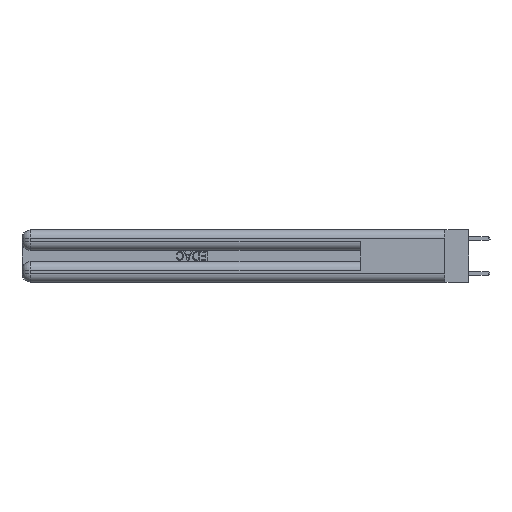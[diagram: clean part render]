
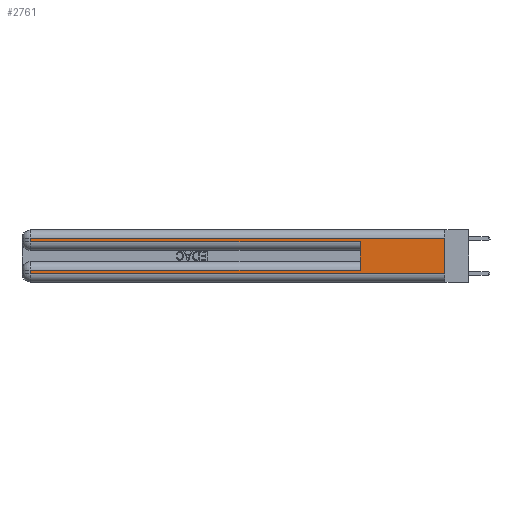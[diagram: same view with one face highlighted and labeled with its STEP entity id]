
A CAD part, left-side view. The second image highlights one B-rep face of the part: STEP entity #2761.
In plain terms, the highlighted planar face has unit normal (-1, 0, 0).
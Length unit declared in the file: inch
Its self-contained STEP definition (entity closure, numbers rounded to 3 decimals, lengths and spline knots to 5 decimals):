
#187 = EDGE_CURVE ( 'NONE', #16486, #8898, #15477, .T. ) ;
#356 = ORIENTED_EDGE ( 'NONE', *, *, #13043, .T. ) ;
#1021 = VECTOR ( 'NONE', #12780, 39.37008 ) ;
#1045 = CARTESIAN_POINT ( 'NONE',  ( 0., 0., 0.085 ) ) ;
#1519 = EDGE_CURVE ( 'NONE', #32271, #32424, #29467, .T. ) ;
#1553 = DIRECTION ( 'NONE',  ( 0., 1., 0. ) ) ;
#1574 = ORIENTED_EDGE ( 'NONE', *, *, #1519, .T. ) ;
#1694 = CARTESIAN_POINT ( 'NONE',  ( 0., 2.94, 0.37 ) ) ;
#1748 = CARTESIAN_POINT ( 'NONE',  ( 0., 0., 0.31 ) ) ;
#2761 = ADVANCED_FACE ( 'NONE', ( #11413 ), #33511, .F. ) ;
#3303 = VECTOR ( 'NONE', #34301, 39.37008 ) ;
#4852 = CARTESIAN_POINT ( 'NONE',  ( 0., 2.94, 0.31 ) ) ;
#4882 = ORIENTED_EDGE ( 'NONE', *, *, #187, .T. ) ;
#6143 = CARTESIAN_POINT ( 'NONE',  ( 0., 0., 0.37 ) ) ;
#6428 = CARTESIAN_POINT ( 'NONE',  ( 0., 0., 0.06 ) ) ;
#6944 = CARTESIAN_POINT ( 'NONE',  ( 0., 0.6, 0.145 ) ) ;
#8113 = CARTESIAN_POINT ( 'NONE',  ( 0., 0., 0.285 ) ) ;
#8253 = CARTESIAN_POINT ( 'NONE',  ( 0., 2.94, 0.285 ) ) ;
#8291 = LINE ( 'NONE', #8113, #15884 ) ;
#8898 = VERTEX_POINT ( 'NONE', #19544 ) ;
#9840 = EDGE_CURVE ( 'NONE', #32271, #25638, #14571, .T. ) ;
#11283 = CARTESIAN_POINT ( 'NONE',  ( 0., 0., 0.31 ) ) ;
#11413 = FACE_OUTER_BOUND ( 'NONE', #32293, .T. ) ;
#12780 = DIRECTION ( 'NONE',  ( 0., 0., -1. ) ) ;
#13043 = EDGE_CURVE ( 'NONE', #34675, #16486, #20091, .T. ) ;
#13396 = EDGE_CURVE ( 'NONE', #35599, #30685, #8291, .T. ) ;
#13401 = ORIENTED_EDGE ( 'NONE', *, *, #9840, .F. ) ;
#14060 = ORIENTED_EDGE ( 'NONE', *, *, #34943, .F. ) ;
#14149 = VECTOR ( 'NONE', #17469, 39.37008 ) ;
#14571 = LINE ( 'NONE', #27790, #17947 ) ;
#15477 = LINE ( 'NONE', #1694, #1021 ) ;
#15884 = VECTOR ( 'NONE', #27302, 39.37008 ) ;
#16486 = VERTEX_POINT ( 'NONE', #23762 ) ;
#16989 = ORIENTED_EDGE ( 'NONE', *, *, #32064, .T. ) ;
#17469 = DIRECTION ( 'NONE',  ( 0., -1., 0. ) ) ;
#17947 = VECTOR ( 'NONE', #22533, 39.37008 ) ;
#19544 = CARTESIAN_POINT ( 'NONE',  ( 0., 2.94, 0.06 ) ) ;
#19650 = LINE ( 'NONE', #30333, #27800 ) ;
#19905 = ORIENTED_EDGE ( 'NONE', *, *, #13396, .T. ) ;
#20091 = LINE ( 'NONE', #1045, #28864 ) ;
#22437 = DIRECTION ( 'NONE',  ( 1., 0., 0. ) ) ;
#22533 = DIRECTION ( 'NONE',  ( 0., 0., -1. ) ) ;
#23225 = LINE ( 'NONE', #6944, #3303 ) ;
#23762 = CARTESIAN_POINT ( 'NONE',  ( 0., 2.94, 0.085 ) ) ;
#24253 = VECTOR ( 'NONE', #1553, 39.37008 ) ;
#24884 = EDGE_CURVE ( 'NONE', #32424, #35599, #19650, .T. ) ;
#25638 = VERTEX_POINT ( 'NONE', #31196 ) ;
#26470 = ORIENTED_EDGE ( 'NONE', *, *, #24884, .T. ) ;
#26874 = CARTESIAN_POINT ( 'NONE',  ( 0., 0.6, 0.085 ) ) ;
#27302 = DIRECTION ( 'NONE',  ( 0., -1., 0. ) ) ;
#27790 = CARTESIAN_POINT ( 'NONE',  ( 0., 0., 0.37 ) ) ;
#27800 = VECTOR ( 'NONE', #33614, 39.37008 ) ;
#28864 = VECTOR ( 'NONE', #33700, 39.37008 ) ;
#29272 = CARTESIAN_POINT ( 'NONE',  ( 0., 0.6, 0.285 ) ) ;
#29467 = LINE ( 'NONE', #1748, #24253 ) ;
#30333 = CARTESIAN_POINT ( 'NONE',  ( 0., 2.94, 0.37 ) ) ;
#30685 = VERTEX_POINT ( 'NONE', #29272 ) ;
#30786 = DIRECTION ( 'NONE',  ( 0., 0., -1. ) ) ;
#31196 = CARTESIAN_POINT ( 'NONE',  ( 0., 0., 0.06 ) ) ;
#31243 = LINE ( 'NONE', #6428, #14149 ) ;
#32064 = EDGE_CURVE ( 'NONE', #8898, #25638, #31243, .T. ) ;
#32271 = VERTEX_POINT ( 'NONE', #11283 ) ;
#32293 = EDGE_LOOP ( 'NONE', ( #13401, #1574, #26470, #19905, #14060, #356, #4882, #16989 ) ) ;
#32424 = VERTEX_POINT ( 'NONE', #4852 ) ;
#33511 = PLANE ( 'NONE',  #35677 ) ;
#33614 = DIRECTION ( 'NONE',  ( 0., 0., -1. ) ) ;
#33700 = DIRECTION ( 'NONE',  ( 0., 1., 0. ) ) ;
#34301 = DIRECTION ( 'NONE',  ( 0., 0., 1. ) ) ;
#34675 = VERTEX_POINT ( 'NONE', #26874 ) ;
#34943 = EDGE_CURVE ( 'NONE', #34675, #30685, #23225, .T. ) ;
#35599 = VERTEX_POINT ( 'NONE', #8253 ) ;
#35677 = AXIS2_PLACEMENT_3D ( 'NONE', #6143, #22437, #30786 ) ;
